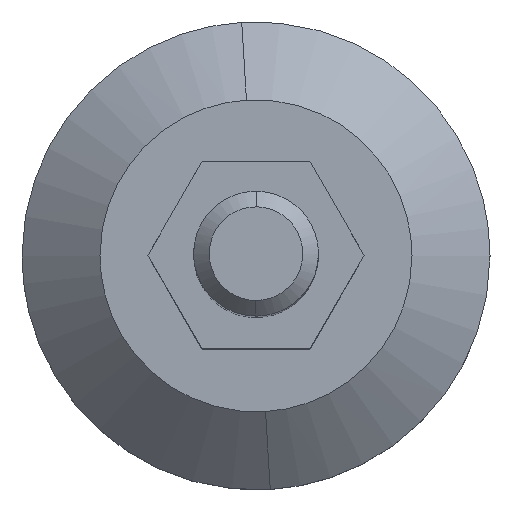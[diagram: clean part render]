
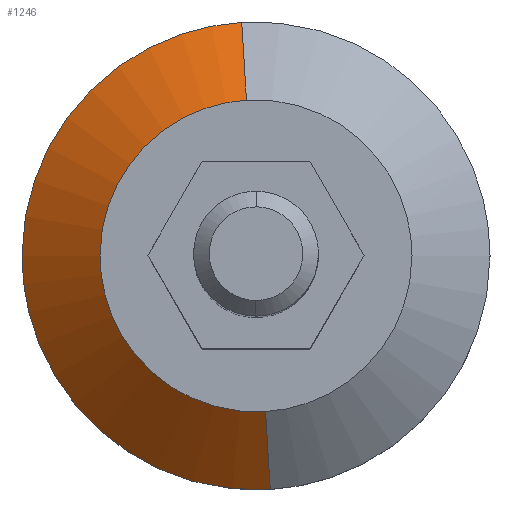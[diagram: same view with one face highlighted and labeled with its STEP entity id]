
A CAD part, top view. The second image highlights one B-rep face of the part: STEP entity #1246.
In plain terms, the highlighted free-form (B-spline) face has degree [2, 1] with [5, 2] control points.
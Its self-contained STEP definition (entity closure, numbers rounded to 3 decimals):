
#826=CARTESIAN_POINT('',(1.221,-19.963,17.));
#827=VERTEX_POINT('',#826);
#828=CARTESIAN_POINT('',(-20.0,0.0,17.0));
#829=VERTEX_POINT('',#828);
#830=CARTESIAN_POINT('',(1.221,-19.963,17.));
#831=CARTESIAN_POINT('',(0.611,-20.,17.));
#832=CARTESIAN_POINT('',(0.,-20.,17.));
#833=CARTESIAN_POINT('',(-20.,-20.,17.));
#834=CARTESIAN_POINT('',(-20.0,0.0,17.0));
#842=(BOUNDED_CURVE()B_SPLINE_CURVE(2,(#830,#831,#832,#833,#834),.UNSPECIFIED.,.F.,.U.)B_SPLINE_CURVE_WITH_KNOTS((3,2,3),(0.739,0.75,1.0),.UNSPECIFIED.)CURVE()GEOMETRIC_REPRESENTATION_ITEM()RATIONAL_B_SPLINE_CURVE((0.976,0.988,1.0,0.707,1.0))REPRESENTATION_ITEM(''));
#843=EDGE_CURVE('',#827,#829,#842,.T.);
#860=CARTESIAN_POINT('',(-1.221,19.963,17.));
#861=VERTEX_POINT('',#860);
#877=CARTESIAN_POINT('',(-20.0,0.0,17.0));
#878=CARTESIAN_POINT('',(-20.,18.814,17.));
#879=CARTESIAN_POINT('',(-1.221,19.963,17.));
#887=(BOUNDED_CURVE()B_SPLINE_CURVE(2,(#877,#878,#879),.UNSPECIFIED.,.F.,.U.)B_SPLINE_CURVE_WITH_KNOTS((3,3),(0.0,0.239),.UNSPECIFIED.)CURVE()GEOMETRIC_REPRESENTATION_ITEM()RATIONAL_B_SPLINE_CURVE((1.0,0.72,0.976))REPRESENTATION_ITEM(''));
#888=EDGE_CURVE('',#829,#861,#887,.T.);
#1143=CARTESIAN_POINT('',(-1.831,29.944,8.609));
#1144=VERTEX_POINT('',#1143);
#1145=CARTESIAN_POINT('',(-1.221,19.963,17.));
#1146=CARTESIAN_POINT('',(-1.831,29.944,8.609));
#1147=QUASI_UNIFORM_CURVE('',1,(#1145,#1146),.UNSPECIFIED.,.F.,.U.);
#1148=EDGE_CURVE('',#861,#1144,#1147,.T.);
#1152=CARTESIAN_POINT('',(1.831,-29.944,8.609));
#1153=VERTEX_POINT('',#1152);
#1154=CARTESIAN_POINT('',(1.221,-19.963,17.));
#1155=CARTESIAN_POINT('',(1.831,-29.944,8.609));
#1156=QUASI_UNIFORM_CURVE('',1,(#1154,#1155),.UNSPECIFIED.,.F.,.U.);
#1157=EDGE_CURVE('',#827,#1153,#1156,.T.);
#1192=CARTESIAN_POINT('',(1.206,-19.713,17.21));
#1193=CARTESIAN_POINT('',(-18.507,-20.919,17.21));
#1194=CARTESIAN_POINT('',(-19.713,-1.206,17.21));
#1195=CARTESIAN_POINT('',(-20.919,18.507,17.21));
#1196=CARTESIAN_POINT('',(-1.206,19.713,17.21));
#1197=CARTESIAN_POINT('',(1.847,-30.2,8.394));
#1198=CARTESIAN_POINT('',(-28.353,-32.047,8.394));
#1199=CARTESIAN_POINT('',(-30.2,-1.847,8.394));
#1200=CARTESIAN_POINT('',(-32.047,28.353,8.394));
#1201=CARTESIAN_POINT('',(-1.847,30.2,8.394));
#1209=(BOUNDED_SURFACE()B_SPLINE_SURFACE(2,1,((#1192,#1197),(#1193,#1198),(#1194,#1199),(#1195,#1200),(#1196,#1201)),.UNSPECIFIED.,.F.,.F.,.U.)B_SPLINE_SURFACE_WITH_KNOTS((3,2,3),(2,2),(0.0,50.13,100.26),(0.0,13.715),.UNSPECIFIED.)GEOMETRIC_REPRESENTATION_ITEM()RATIONAL_B_SPLINE_SURFACE(((1.0,1.0),(0.707,0.707),(1.0,1.0),(0.707,0.707),(1.0,1.0)))REPRESENTATION_ITEM('')SURFACE());
#1210=ORIENTED_EDGE('',*,*,#1148,.T.);
#1211=CARTESIAN_POINT('',(-30.0,0.0,8.609));
#1212=VERTEX_POINT('',#1211);
#1213=CARTESIAN_POINT('',(-30.0,0.0,8.609));
#1214=CARTESIAN_POINT('',(-30.,28.221,8.609));
#1215=CARTESIAN_POINT('',(-1.831,29.944,8.609));
#1223=(BOUNDED_CURVE()B_SPLINE_CURVE(2,(#1213,#1214,#1215),.UNSPECIFIED.,.F.,.U.)B_SPLINE_CURVE_WITH_KNOTS((3,3),(0.0,0.239),.UNSPECIFIED.)CURVE()GEOMETRIC_REPRESENTATION_ITEM()RATIONAL_B_SPLINE_CURVE((1.0,0.72,0.976))REPRESENTATION_ITEM(''));
#1224=EDGE_CURVE('',#1212,#1144,#1223,.T.);
#1225=ORIENTED_EDGE('',*,*,#1224,.F.);
#1226=CARTESIAN_POINT('',(1.831,-29.944,8.609));
#1227=CARTESIAN_POINT('',(0.917,-30.,8.609));
#1228=CARTESIAN_POINT('',(0.,-30.,8.609));
#1229=CARTESIAN_POINT('',(-30.,-30.,8.609));
#1230=CARTESIAN_POINT('',(-30.0,0.0,8.609));
#1238=(BOUNDED_CURVE()B_SPLINE_CURVE(2,(#1226,#1227,#1228,#1229,#1230),.UNSPECIFIED.,.F.,.U.)B_SPLINE_CURVE_WITH_KNOTS((3,2,3),(0.739,0.75,1.0),.UNSPECIFIED.)CURVE()GEOMETRIC_REPRESENTATION_ITEM()RATIONAL_B_SPLINE_CURVE((0.976,0.988,1.0,0.707,1.0))REPRESENTATION_ITEM(''));
#1239=EDGE_CURVE('',#1153,#1212,#1238,.T.);
#1240=ORIENTED_EDGE('',*,*,#1239,.F.);
#1241=ORIENTED_EDGE('',*,*,#1157,.F.);
#1242=ORIENTED_EDGE('',*,*,#843,.T.);
#1243=ORIENTED_EDGE('',*,*,#888,.T.);
#1244=EDGE_LOOP('',(#1210,#1225,#1240,#1241,#1242,#1243));
#1245=FACE_OUTER_BOUND('',#1244,.T.);
#1246=ADVANCED_FACE('',(#1245),#1209,.T.);
